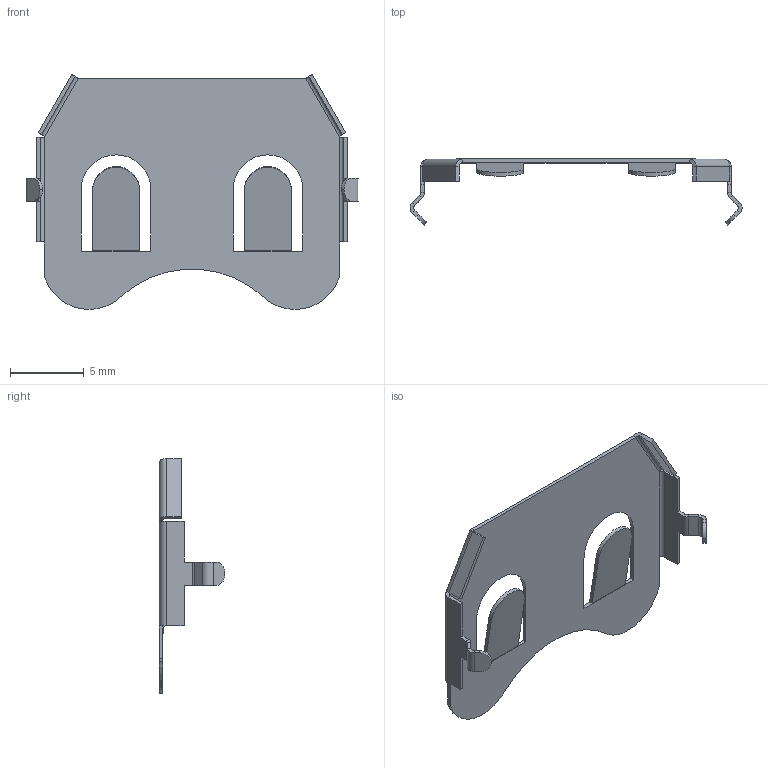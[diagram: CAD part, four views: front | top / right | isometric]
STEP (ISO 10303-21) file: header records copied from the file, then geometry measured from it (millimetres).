
FILE_DESCRIPTION (( 'STEP AP214' ), '1' );
FILE_NAME ('3029.STEP', '2012-03-12T20:50:05', ( 'Richard Maletta' ), ( '' ), 'SwSTEP 2.0', 'SolidWorks 2009', '' );
FILE_SCHEMA (( 'AUTOMOTIVE_DESIGN' ));
Length unit declared in the file: inch
Products named in the file (1): 3029
Bounding box: 22.57 x 4.48 x 15.96 mm (x, y, z)
Volume: 78.2 mm3; surface area: 656.2 mm2
Topology: 1 solids, 1 shells, 133 faces, 310 edges, 180 vertices
Faces by surface type: plane 98, cylinder 35
Entity records: 3722 total; most frequent: DIRECTION 648, CARTESIAN_POINT 624, ORIENTED_EDGE 620, EDGE_CURVE 310, VECTOR 240, LINE 240, AXIS2_PLACEMENT_3D 204, VERTEX_POINT 180
